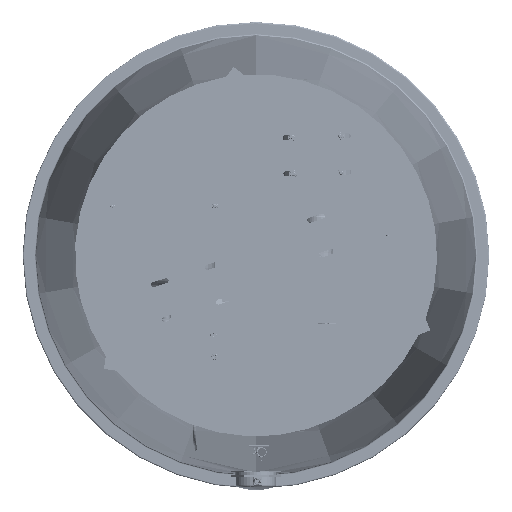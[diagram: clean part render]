
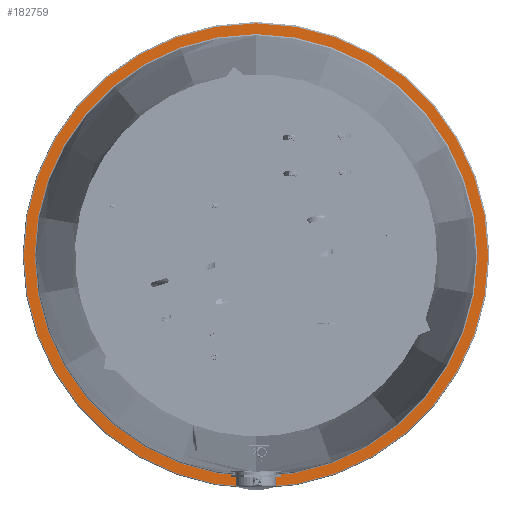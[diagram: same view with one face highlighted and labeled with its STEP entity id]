
A CAD part, front view. The second image highlights one B-rep face of the part: STEP entity #182759.
In plain terms, the highlighted planar face has unit normal (0, -1, 0).
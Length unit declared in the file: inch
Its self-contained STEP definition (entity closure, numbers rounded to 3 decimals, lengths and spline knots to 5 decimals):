
#28631 = FACE_OUTER_BOUND ( 'NONE', #180207, .T. ) ;
#38351 = VERTEX_POINT ( 'NONE', #99087 ) ;
#49808 = AXIS2_PLACEMENT_3D ( 'NONE', #176846, #80113, #247179 ) ;
#57812 = DIRECTION ( 'NONE',  ( 0., 0., -1. ) ) ;
#57838 = ORIENTED_EDGE ( 'NONE', *, *, #211741, .F. ) ;
#65415 = EDGE_CURVE ( 'NONE', #80831, #209599, #293915, .T. ) ;
#70917 = DIRECTION ( 'NONE',  ( 0., 0., 1. ) ) ;
#80113 = DIRECTION ( 'NONE',  ( 0., -1., 0. ) ) ;
#80831 = VERTEX_POINT ( 'NONE', #206028 ) ;
#84373 = CARTESIAN_POINT ( 'NONE',  ( 0., 54.5, 0. ) ) ;
#85877 = CIRCLE ( 'NONE', #230507, 16.65489 ) ;
#99087 = CARTESIAN_POINT ( 'NONE',  ( 0., 54.5, 16.65489 ) ) ;
#104957 = CARTESIAN_POINT ( 'NONE',  ( 0., 54.5, 17.46035 ) ) ;
#111704 = ORIENTED_EDGE ( 'NONE', *, *, #261334, .T. ) ;
#117766 = PLANE ( 'NONE',  #303421 ) ;
#120371 = DIRECTION ( 'NONE',  ( 0., -1., 0. ) ) ;
#131188 = DIRECTION ( 'NONE',  ( 0., -1., 0. ) ) ;
#131854 = VERTEX_POINT ( 'NONE', #299311 ) ;
#133556 = EDGE_CURVE ( 'NONE', #38351, #131854, #214259, .T. ) ;
#149639 = CIRCLE ( 'NONE', #179525, 17.46035 ) ;
#168727 = DIRECTION ( 'NONE',  ( 0., 0., -1. ) ) ;
#176846 = CARTESIAN_POINT ( 'NONE',  ( 0., 54.5, 0. ) ) ;
#179525 = AXIS2_PLACEMENT_3D ( 'NONE', #239041, #120371, #168727 ) ;
#180207 = EDGE_LOOP ( 'NONE', ( #260926, #111704 ) ) ;
#182759 = ADVANCED_FACE ( 'NONE', ( #266045, #28631 ), #117766, .F. ) ;
#206028 = CARTESIAN_POINT ( 'NONE',  ( 0., 54.5, -17.46035 ) ) ;
#206809 = DIRECTION ( 'NONE',  ( 0., -1., 0. ) ) ;
#209599 = VERTEX_POINT ( 'NONE', #104957 ) ;
#211741 = EDGE_CURVE ( 'NONE', #131854, #38351, #85877, .T. ) ;
#214259 = CIRCLE ( 'NONE', #49808, 16.65489 ) ;
#228729 = DIRECTION ( 'NONE',  ( 0., 0., -1. ) ) ;
#230507 = AXIS2_PLACEMENT_3D ( 'NONE', #84373, #131188, #57812 ) ;
#237977 = CARTESIAN_POINT ( 'NONE',  ( 0., 54.5, 16.65489 ) ) ;
#239041 = CARTESIAN_POINT ( 'NONE',  ( 0., 54.5, 0. ) ) ;
#244757 = ORIENTED_EDGE ( 'NONE', *, *, #133556, .F. ) ;
#247179 = DIRECTION ( 'NONE',  ( 0., 0., -1. ) ) ;
#259914 = DIRECTION ( 'NONE',  ( 0., 1., 0. ) ) ;
#260926 = ORIENTED_EDGE ( 'NONE', *, *, #65415, .T. ) ;
#261334 = EDGE_CURVE ( 'NONE', #209599, #80831, #149639, .T. ) ;
#266045 = FACE_BOUND ( 'NONE', #300326, .T. ) ;
#279056 = AXIS2_PLACEMENT_3D ( 'NONE', #299070, #206809, #228729 ) ;
#293915 = CIRCLE ( 'NONE', #279056, 17.46035 ) ;
#299070 = CARTESIAN_POINT ( 'NONE',  ( 0., 54.5, 0. ) ) ;
#299311 = CARTESIAN_POINT ( 'NONE',  ( 0., 54.5, -16.65489 ) ) ;
#300326 = EDGE_LOOP ( 'NONE', ( #57838, #244757 ) ) ;
#303421 = AXIS2_PLACEMENT_3D ( 'NONE', #237977, #259914, #70917 ) ;
